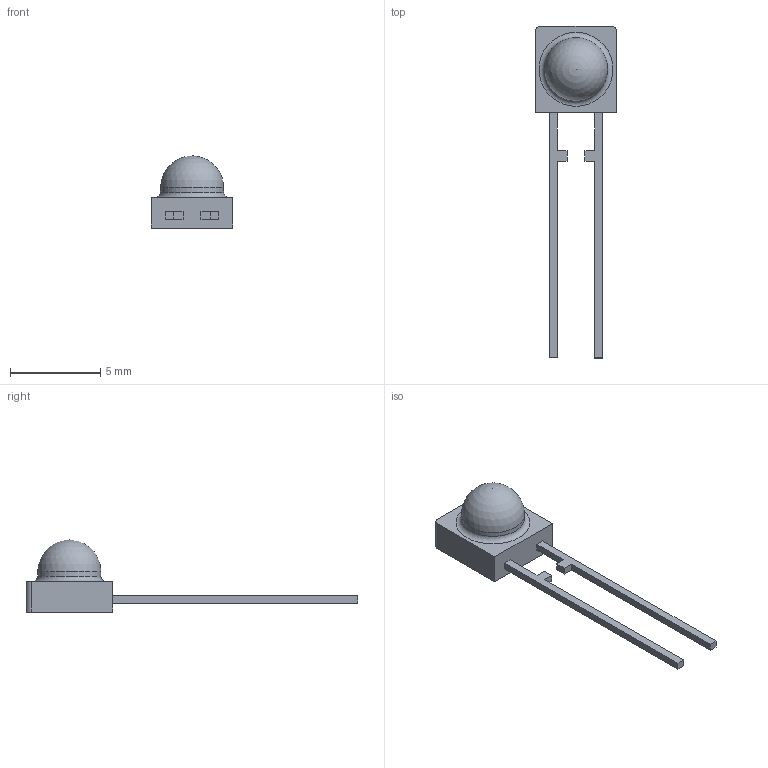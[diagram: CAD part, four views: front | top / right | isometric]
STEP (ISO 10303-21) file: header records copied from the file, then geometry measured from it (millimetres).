
FILE_DESCRIPTION((''),'2;1');
FILE_NAME('NS-10788P.stp','2016-02-19T10:48:36',('nscholl'),(''),'Autodesk Inventor 2013','Autodesk Inventor 2013','');
FILE_SCHEMA(('AUTOMOTIVE_DESIGN { 1 0 10303 214 1 1 1 1 }'));
Length unit declared in the file: millimetre
Products named in the file (3): NS-10788P; NS-10786P; NS-10787P
Assembly tree (3 placements, depth 2):
  NS-10788P
    NS-10786P
    NS-10787P  x2
Bounding box: 4.5 x 18.4 x 4 mm (x, y, z)
Volume: 58.6 mm3; surface area: 137.8 mm2
Topology: 3 solids, 3 shells, 31 faces, 73 edges, 48 vertices
Faces by surface type: plane 26, cylinder 3, torus 1, sphere 1
Full cylindrical faces by diameter (mm): 3.5 x1
Entity records: 667 total; most frequent: DIRECTION 106, CARTESIAN_POINT 103, ORIENTED_EDGE 90, EDGE_CURVE 45, VECTOR 38, LINE 38, AXIS2_PLACEMENT_3D 34, VERTEX_POINT 31
